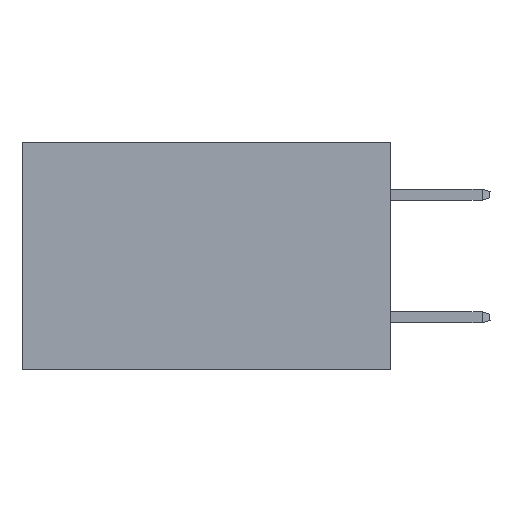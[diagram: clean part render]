
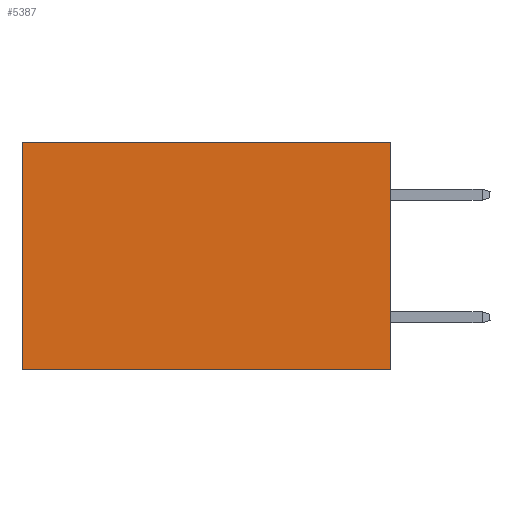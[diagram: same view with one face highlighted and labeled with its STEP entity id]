
A CAD part, left-side view. The second image highlights one B-rep face of the part: STEP entity #5387.
In plain terms, the highlighted planar face has unit normal (-1, 0, 0).
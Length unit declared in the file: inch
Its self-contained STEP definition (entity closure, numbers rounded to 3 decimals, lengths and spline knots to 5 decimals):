
#825 = EDGE_CURVE ( 'NONE', #5706, #31960, #43017, .T. ) ;
#1857 = PLANE ( 'NONE',  #28268 ) ;
#3646 = DIRECTION ( 'NONE',  ( 0., 1., 0. ) ) ;
#4088 = LINE ( 'NONE', #18302, #41629 ) ;
#5387 = ADVANCED_FACE ( 'NONE', ( #44270 ), #1857, .F. ) ;
#5706 = VERTEX_POINT ( 'NONE', #14503 ) ;
#6760 = ORIENTED_EDGE ( 'NONE', *, *, #825, .T. ) ;
#7486 = CARTESIAN_POINT ( 'NONE',  ( 0.2875, 0., 0. ) ) ;
#7592 = CARTESIAN_POINT ( 'NONE',  ( 0.2875, 0., -0.37 ) ) ;
#8919 = ORIENTED_EDGE ( 'NONE', *, *, #20481, .T. ) ;
#10017 = DIRECTION ( 'NONE',  ( 0., 0., -1. ) ) ;
#11154 = DIRECTION ( 'NONE',  ( 0., 0., -1. ) ) ;
#11256 = DIRECTION ( 'NONE',  ( 0., 1., 0. ) ) ;
#12903 = DIRECTION ( 'NONE',  ( 1., 0., 0. ) ) ;
#14503 = CARTESIAN_POINT ( 'NONE',  ( 0.2875, 0.6, 0. ) ) ;
#15388 = VECTOR ( 'NONE', #11154, 39.37008 ) ;
#15615 = CARTESIAN_POINT ( 'NONE',  ( 0.2875, 0.6, -0.37 ) ) ;
#18302 = CARTESIAN_POINT ( 'NONE',  ( 0.2875, 0., 0. ) ) ;
#19878 = EDGE_LOOP ( 'NONE', ( #6760, #29748, #46383, #8919 ) ) ;
#20481 = EDGE_CURVE ( 'NONE', #45707, #5706, #4088, .T. ) ;
#21204 = CARTESIAN_POINT ( 'NONE',  ( 0.2875, 0., 0. ) ) ;
#21798 = CARTESIAN_POINT ( 'NONE',  ( 0.2875, 0.6, 0. ) ) ;
#22687 = VECTOR ( 'NONE', #10017, 39.37008 ) ;
#25786 = CARTESIAN_POINT ( 'NONE',  ( 0.2875, 0., -0.37 ) ) ;
#28151 = EDGE_CURVE ( 'NONE', #30080, #31960, #43573, .T. ) ;
#28268 = AXIS2_PLACEMENT_3D ( 'NONE', #34661, #12903, #38287 ) ;
#29748 = ORIENTED_EDGE ( 'NONE', *, *, #28151, .F. ) ;
#30080 = VERTEX_POINT ( 'NONE', #7592 ) ;
#31960 = VERTEX_POINT ( 'NONE', #15615 ) ;
#33997 = VECTOR ( 'NONE', #11256, 39.37008 ) ;
#34661 = CARTESIAN_POINT ( 'NONE',  ( 0.2875, 0., 0. ) ) ;
#38287 = DIRECTION ( 'NONE',  ( 0., 0., -1. ) ) ;
#41629 = VECTOR ( 'NONE', #3646, 39.37008 ) ;
#43017 = LINE ( 'NONE', #21798, #22687 ) ;
#43573 = LINE ( 'NONE', #25786, #33997 ) ;
#44258 = LINE ( 'NONE', #7486, #15388 ) ;
#44270 = FACE_OUTER_BOUND ( 'NONE', #19878, .T. ) ;
#44492 = EDGE_CURVE ( 'NONE', #45707, #30080, #44258, .T. ) ;
#45707 = VERTEX_POINT ( 'NONE', #21204 ) ;
#46383 = ORIENTED_EDGE ( 'NONE', *, *, #44492, .F. ) ;
